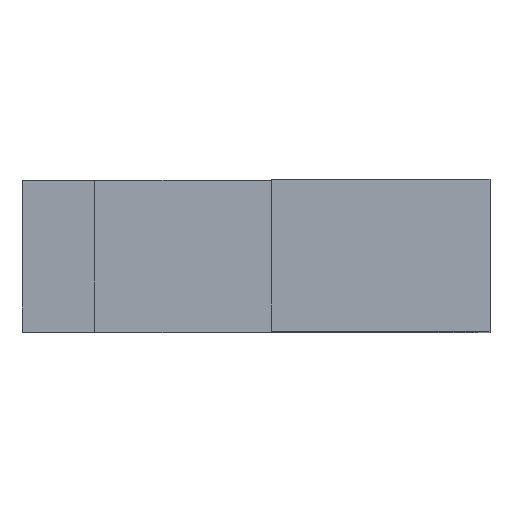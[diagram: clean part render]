
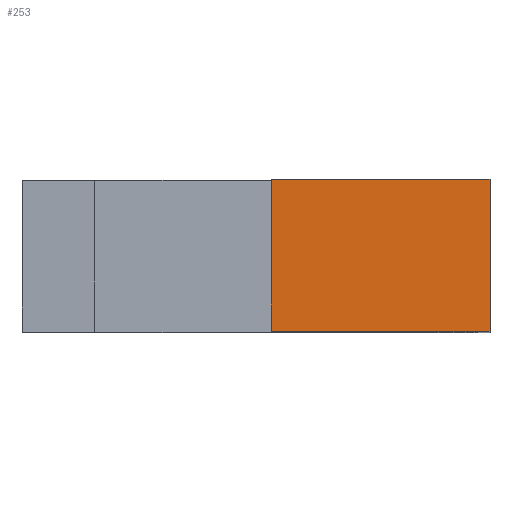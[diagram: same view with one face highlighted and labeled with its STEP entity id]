
A CAD part, top view. The second image highlights one B-rep face of the part: STEP entity #253.
In plain terms, the highlighted planar face has unit normal (0, 0, 1).
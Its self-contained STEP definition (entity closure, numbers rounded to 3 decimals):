
#253 = ADVANCED_FACE( '', ( #524 ), #525, .T. );
#524 = FACE_OUTER_BOUND( '', #1667, .T. );
#525 = PLANE( '', #1668 );
#1667 = EDGE_LOOP( '', ( #2349, #2350, #2351, #2352 ) );
#1668 = AXIS2_PLACEMENT_3D( '', #2353, #2354, #2355 );
#2349 = ORIENTED_EDGE( '', *, *, #2808, .F. );
#2350 = ORIENTED_EDGE( '', *, *, #2711, .F. );
#2351 = ORIENTED_EDGE( '', *, *, #2865, .T. );
#2352 = ORIENTED_EDGE( '', *, *, #2832, .T. );
#2353 = CARTESIAN_POINT( '', ( 0.25, -2.5, 23.7 ) );
#2354 = DIRECTION( '', ( 0., 0., 1. ) );
#2355 = DIRECTION( '', ( 1., 0., 0. ) );
#2711 = EDGE_CURVE( '', #3151, #3143, #3153, .T. );
#2808 = EDGE_CURVE( '', #3143, #3285, #3286, .T. );
#2832 = EDGE_CURVE( '', #3317, #3285, #3318, .T. );
#2865 = EDGE_CURVE( '', #3151, #3317, #3356, .T. );
#3143 = VERTEX_POINT( '', #4021 );
#3151 = VERTEX_POINT( '', #4033 );
#3153 = LINE( '', #4036, #4037 );
#3285 = VERTEX_POINT( '', #4343 );
#3286 = LINE( '', #4344, #4345 );
#3317 = VERTEX_POINT( '', #4393 );
#3318 = LINE( '', #4394, #4395 );
#3356 = LINE( '', #4535, #4536 );
#4021 = CARTESIAN_POINT( '', ( 0.25, 2.5, 23.7 ) );
#4033 = CARTESIAN_POINT( '', ( 0.25, -2.5, 23.7 ) );
#4036 = CARTESIAN_POINT( '', ( 0.25, -2.5, 23.7 ) );
#4037 = VECTOR( '', #4696, 1000. );
#4343 = CARTESIAN_POINT( '', ( 7.45, 2.5, 23.7 ) );
#4344 = CARTESIAN_POINT( '', ( 0.25, 2.5, 23.7 ) );
#4345 = VECTOR( '', #4762, 1000. );
#4393 = CARTESIAN_POINT( '', ( 7.45, -2.5, 23.7 ) );
#4394 = CARTESIAN_POINT( '', ( 7.45, -2.5, 23.7 ) );
#4395 = VECTOR( '', #4780, 1000. );
#4535 = CARTESIAN_POINT( '', ( 0.25, -2.5, 23.7 ) );
#4536 = VECTOR( '', #4798, 1000. );
#4696 = DIRECTION( '', ( 0., 1., 0. ) );
#4762 = DIRECTION( '', ( 1., 0., 0. ) );
#4780 = DIRECTION( '', ( 0., 1., 0. ) );
#4798 = DIRECTION( '', ( 1., 0., 0. ) );
